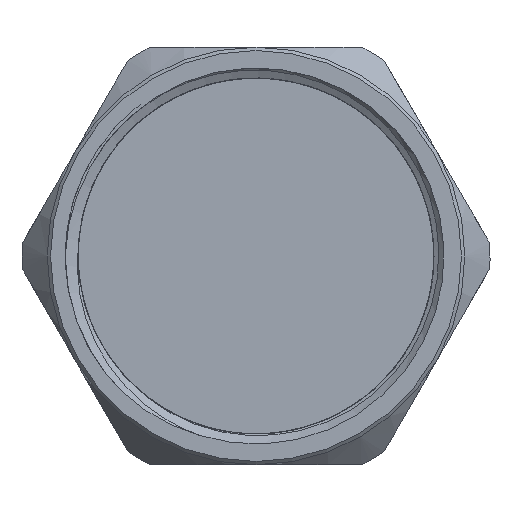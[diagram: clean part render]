
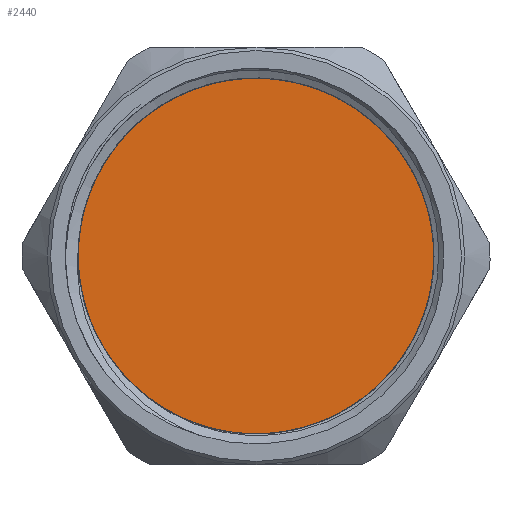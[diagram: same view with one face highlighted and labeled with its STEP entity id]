
A CAD part, left-side view. The second image highlights one B-rep face of the part: STEP entity #2440.
In plain terms, the highlighted planar face has unit normal (-1, 0, 0).
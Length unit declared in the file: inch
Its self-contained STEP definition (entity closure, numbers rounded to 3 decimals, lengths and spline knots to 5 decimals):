
#206 = CARTESIAN_POINT ( 'NONE',  ( 0.39764, 0., 0. ) ) ;
#364 = ORIENTED_EDGE ( 'NONE', *, *, #3262, .T. ) ;
#992 = DIRECTION ( 'NONE',  ( -1., 0., 0. ) ) ;
#1028 = FACE_OUTER_BOUND ( 'NONE', #1493, .T. ) ;
#1493 = EDGE_LOOP ( 'NONE', ( #364 ) ) ;
#1861 = AXIS2_PLACEMENT_3D ( 'NONE', #206, #4278, #4166 ) ;
#2440 = ADVANCED_FACE ( 'NONE', ( #1028 ), #7308, .T. ) ;
#3262 = EDGE_CURVE ( 'NONE', #3350, #3350, #5087, .T. ) ;
#3350 = VERTEX_POINT ( 'NONE', #7395 ) ;
#3783 = DIRECTION ( 'NONE',  ( 0., 0., 1. ) ) ;
#4166 = DIRECTION ( 'NONE',  ( 0., 0., 1. ) ) ;
#4278 = DIRECTION ( 'NONE',  ( -1., 0., 0. ) ) ;
#4963 = CARTESIAN_POINT ( 'NONE',  ( 0.39764, 0., 0. ) ) ;
#5087 = CIRCLE ( 'NONE', #1861, 0.57237 ) ;
#5121 = AXIS2_PLACEMENT_3D ( 'NONE', #4963, #992, #3783 ) ;
#7308 = PLANE ( 'NONE',  #5121 ) ;
#7395 = CARTESIAN_POINT ( 'NONE',  ( 0.39764, 0., 0.57237 ) ) ;
